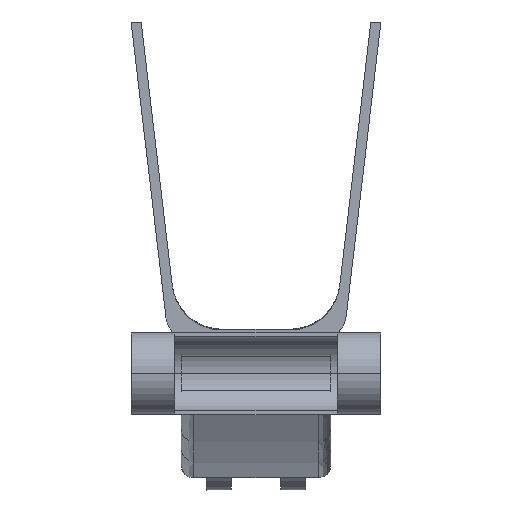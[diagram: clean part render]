
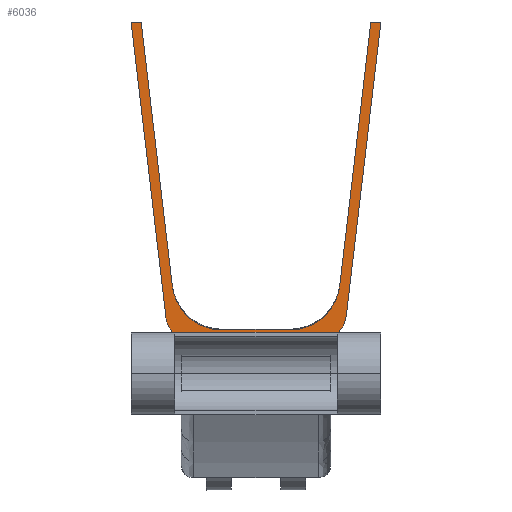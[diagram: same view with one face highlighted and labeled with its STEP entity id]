
A CAD part, left-side view. The second image highlights one B-rep face of the part: STEP entity #6036.
In plain terms, the highlighted face is planar.
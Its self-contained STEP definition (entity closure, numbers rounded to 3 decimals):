
#52 = VERTEX_POINT ( 'NONE', #3771 ) ;
#221 = ORIENTED_EDGE ( 'NONE', *, *, #5558, .T. ) ;
#222 = ORIENTED_EDGE ( 'NONE', *, *, #3031, .T. ) ;
#228 = DIRECTION ( 'NONE',  ( 0., 1., 0. ) ) ;
#285 = CARTESIAN_POINT ( 'NONE',  ( -216.493, 47.986, -721.076 ) ) ;
#292 = LINE ( 'NONE', #5291, #389 ) ;
#389 = VECTOR ( 'NONE', #4362, 1000. ) ;
#476 = VERTEX_POINT ( 'NONE', #2055 ) ;
#500 = CARTESIAN_POINT ( 'NONE',  ( -287.656, 0.278, -615.887 ) ) ;
#714 = ORIENTED_EDGE ( 'NONE', *, *, #6445, .T. ) ;
#730 = EDGE_CURVE ( 'NONE', #3778, #4154, #4513, .T. ) ;
#809 = VERTEX_POINT ( 'NONE', #4473 ) ;
#936 = CARTESIAN_POINT ( 'NONE',  ( -274.208, 13.668, -635.765 ) ) ;
#966 = EDGE_CURVE ( 'NONE', #5371, #3631, #4817, .T. ) ;
#1003 = EDGE_LOOP ( 'NONE', ( #4787, #4836, #714, #6566, #2888, #2029, #221, #1053, #222, #6067, #4250, #3898 ) ) ;
#1053 = ORIENTED_EDGE ( 'NONE', *, *, #5052, .T. ) ;
#1055 = CARTESIAN_POINT ( 'NONE',  ( -246.008, -39.751, -677.449 ) ) ;
#1065 = DIRECTION ( 'NONE',  ( 0., -1., 0. ) ) ;
#1281 = CARTESIAN_POINT ( 'NONE',  ( -285.415, -13.668, -619.2 ) ) ;
#1714 = DIRECTION ( 'NONE',  ( 0., 1., 0. ) ) ;
#1890 = LINE ( 'NONE', #5546, #3244 ) ;
#1904 = CARTESIAN_POINT ( 'NONE',  ( -282.71, 36.043, -623.198 ) ) ;
#1919 = DIRECTION ( 'NONE',  ( 0., -1., 0. ) ) ;
#1975 = VECTOR ( 'NONE', #3425, 1000. ) ;
#1980 = VECTOR ( 'NONE', #4328, 1000. ) ;
#2011 = CARTESIAN_POINT ( 'NONE',  ( -216.493, 50., -721.076 ) ) ;
#2029 = ORIENTED_EDGE ( 'NONE', *, *, #6348, .T. ) ;
#2055 = CARTESIAN_POINT ( 'NONE',  ( -275.523, 33.53, -633.822 ) ) ;
#2114 = FACE_OUTER_BOUND ( 'NONE', #1003, .T. ) ;
#2138 = EDGE_CURVE ( 'NONE', #3632, #4613, #3360, .T. ) ;
#2195 = LINE ( 'NONE', #4782, #5691 ) ;
#2308 = DIRECTION ( 'NONE',  ( -0.556, 0.117, 0.823 ) ) ;
#2510 = AXIS2_PLACEMENT_3D ( 'NONE', #5795, #3730, #5761 ) ;
#2622 = EDGE_CURVE ( 'NONE', #4613, #3426, #5005, .T. ) ;
#2825 = CARTESIAN_POINT ( 'NONE',  ( -287.656, 26.112, -615.887 ) ) ;
#2888 = ORIENTED_EDGE ( 'NONE', *, *, #2622, .T. ) ;
#2899 = VERTEX_POINT ( 'NONE', #1281 ) ;
#3031 = EDGE_CURVE ( 'NONE', #2899, #809, #292, .T. ) ;
#3033 = CIRCLE ( 'NONE', #4199, 20. ) ;
#3050 = CARTESIAN_POINT ( 'NONE',  ( -216.493, 45.972, -721.076 ) ) ;
#3141 = VECTOR ( 'NONE', #2308, 1000. ) ;
#3229 = DIRECTION ( 'NONE',  ( 0., 1., 0. ) ) ;
#3241 = DIRECTION ( 'NONE',  ( 0.828, 0., 0.56 ) ) ;
#3244 = VECTOR ( 'NONE', #4412, 1000. ) ;
#3309 = DIRECTION ( 'NONE',  ( -0.828, 0., -0.56 ) ) ;
#3360 = CIRCLE ( 'NONE', #5906, 10.626 ) ;
#3425 = DIRECTION ( 'NONE',  ( 0.556, -0.117, -0.823 ) ) ;
#3426 = VERTEX_POINT ( 'NONE', #6513 ) ;
#3572 = LINE ( 'NONE', #1055, #3141 ) ;
#3586 = CARTESIAN_POINT ( 'NONE',  ( -483.176, 0., -326.883 ) ) ;
#3631 = VERTEX_POINT ( 'NONE', #2011 ) ;
#3632 = VERTEX_POINT ( 'NONE', #4070 ) ;
#3676 = LINE ( 'NONE', #5705, #5269 ) ;
#3730 = DIRECTION ( 'NONE',  ( 0.828, 0., 0.56 ) ) ;
#3770 = CARTESIAN_POINT ( 'NONE',  ( -281.702, -25.555, -624.689 ) ) ;
#3771 = CARTESIAN_POINT ( 'NONE',  ( -275.523, -33.53, -633.822 ) ) ;
#3774 = VECTOR ( 'NONE', #1919, 1000. ) ;
#3778 = VERTEX_POINT ( 'NONE', #1904 ) ;
#3898 = ORIENTED_EDGE ( 'NONE', *, *, #966, .T. ) ;
#4015 = LINE ( 'NONE', #500, #3774 ) ;
#4047 = CARTESIAN_POINT ( 'NONE',  ( -249.447, -43.054, -672.366 ) ) ;
#4070 = CARTESIAN_POINT ( 'NONE',  ( -287.656, -25.555, -615.887 ) ) ;
#4138 = PLANE ( 'NONE',  #5366 ) ;
#4154 = VERTEX_POINT ( 'NONE', #2825 ) ;
#4199 = AXIS2_PLACEMENT_3D ( 'NONE', #936, #4937, #5035 ) ;
#4250 = ORIENTED_EDGE ( 'NONE', *, *, #6456, .T. ) ;
#4328 = DIRECTION ( 'NONE',  ( 0., 1., 0. ) ) ;
#4362 = DIRECTION ( 'NONE',  ( 0., 1., 0. ) ) ;
#4412 = DIRECTION ( 'NONE',  ( 0.556, 0.117, -0.823 ) ) ;
#4422 = CIRCLE ( 'NONE', #4949, 20. ) ;
#4473 = CARTESIAN_POINT ( 'NONE',  ( -285.415, 13.668, -619.2 ) ) ;
#4513 = CIRCLE ( 'NONE', #2510, 10. ) ;
#4613 = VERTEX_POINT ( 'NONE', #6516 ) ;
#4782 = CARTESIAN_POINT ( 'NONE',  ( -216.493, -47.986, -721.076 ) ) ;
#4787 = ORIENTED_EDGE ( 'NONE', *, *, #4954, .T. ) ;
#4817 = LINE ( 'NONE', #285, #1980 ) ;
#4824 = CARTESIAN_POINT ( 'NONE',  ( -274.208, -13.668, -635.765 ) ) ;
#4836 = ORIENTED_EDGE ( 'NONE', *, *, #730, .T. ) ;
#4937 = DIRECTION ( 'NONE',  ( -0.828, 0., -0.56 ) ) ;
#4949 = AXIS2_PLACEMENT_3D ( 'NONE', #4824, #3309, #1714 ) ;
#4954 = EDGE_CURVE ( 'NONE', #3631, #3778, #3676, .T. ) ;
#5005 = LINE ( 'NONE', #4047, #1975 ) ;
#5035 = DIRECTION ( 'NONE',  ( 0., 1., 0. ) ) ;
#5052 = EDGE_CURVE ( 'NONE', #52, #2899, #4422, .T. ) ;
#5196 = DIRECTION ( 'NONE',  ( -0.556, -0.117, 0.823 ) ) ;
#5250 = CARTESIAN_POINT ( 'NONE',  ( -216.493, -45.972, -721.076 ) ) ;
#5269 = VECTOR ( 'NONE', #5196, 1000. ) ;
#5291 = CARTESIAN_POINT ( 'NONE',  ( -285.415, 0., -619.2 ) ) ;
#5366 = AXIS2_PLACEMENT_3D ( 'NONE', #3586, #5613, #1065 ) ;
#5371 = VERTEX_POINT ( 'NONE', #3050 ) ;
#5546 = CARTESIAN_POINT ( 'NONE',  ( -246.008, 39.751, -677.449 ) ) ;
#5558 = EDGE_CURVE ( 'NONE', #5753, #52, #3572, .T. ) ;
#5613 = DIRECTION ( 'NONE',  ( 0.828, 0., 0.56 ) ) ;
#5691 = VECTOR ( 'NONE', #3229, 1000. ) ;
#5705 = CARTESIAN_POINT ( 'NONE',  ( -249.601, 43.021, -672.137 ) ) ;
#5753 = VERTEX_POINT ( 'NONE', #5250 ) ;
#5761 = DIRECTION ( 'NONE',  ( 0., 1., 0. ) ) ;
#5795 = CARTESIAN_POINT ( 'NONE',  ( -282.053, 26.112, -624.17 ) ) ;
#5847 = EDGE_CURVE ( 'NONE', #809, #476, #3033, .T. ) ;
#5906 = AXIS2_PLACEMENT_3D ( 'NONE', #3770, #3241, #228 ) ;
#6036 = ADVANCED_FACE ( 'NONE', ( #2114 ), #4138, .T. ) ;
#6067 = ORIENTED_EDGE ( 'NONE', *, *, #5847, .T. ) ;
#6348 = EDGE_CURVE ( 'NONE', #3426, #5753, #2195, .T. ) ;
#6445 = EDGE_CURVE ( 'NONE', #4154, #3632, #4015, .T. ) ;
#6456 = EDGE_CURVE ( 'NONE', #476, #5371, #1890, .T. ) ;
#6513 = CARTESIAN_POINT ( 'NONE',  ( -216.493, -50., -721.076 ) ) ;
#6516 = CARTESIAN_POINT ( 'NONE',  ( -282.4, -36.108, -623.656 ) ) ;
#6566 = ORIENTED_EDGE ( 'NONE', *, *, #2138, .T. ) ;
